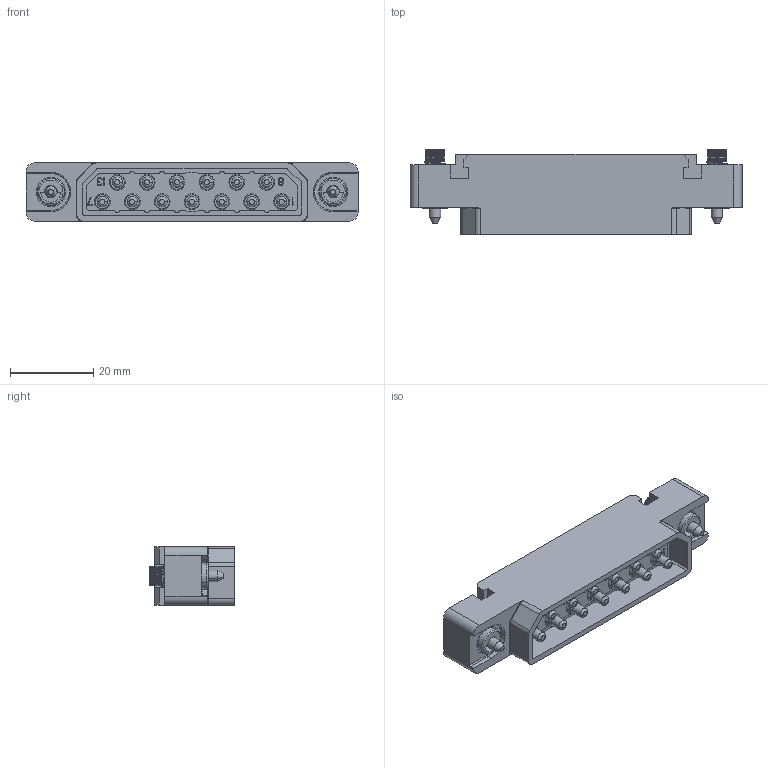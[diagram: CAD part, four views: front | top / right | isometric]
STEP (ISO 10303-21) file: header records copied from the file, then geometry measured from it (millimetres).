
FILE_DESCRIPTION((''),'2;1');
FILE_NAME('1900ND05P2A00B2','2019-10-30T',('presta_be4'),(''),'CREO PARAMETRIC BY PTC INC, 2018360','CREO PARAMETRIC BY PTC INC, 2018360','');
FILE_SCHEMA(('CONFIG_CONTROL_DESIGN'));
Products named in the file (1): 1900ND05P2A00B2
Bounding box: 80 x 20.41 x 14 mm (x, y, z)
Volume: 11538.1 mm3; surface area: 14223.3 mm2
Topology: 9 solids, 9 shells, 1845 faces, 4876 edges, 3117 vertices
Faces by surface type: plane 843, cylinder 640, cone 192, torus 130, extrusion 28, bspline 12
Entity records: 60552 total; most frequent: CARTESIAN_POINT 14566, ORIENTED_EDGE 9692, DIRECTION 9448, EDGE_CURVE 4846, AXIS2_PLACEMENT_3D 3337, VERTEX_POINT 3117, VECTOR 2774, LINE 2746
